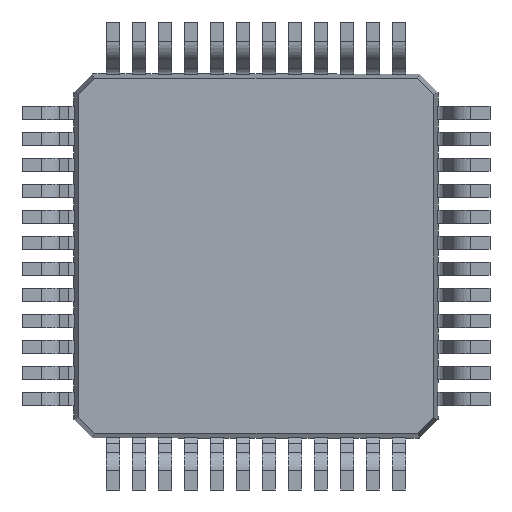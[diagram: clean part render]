
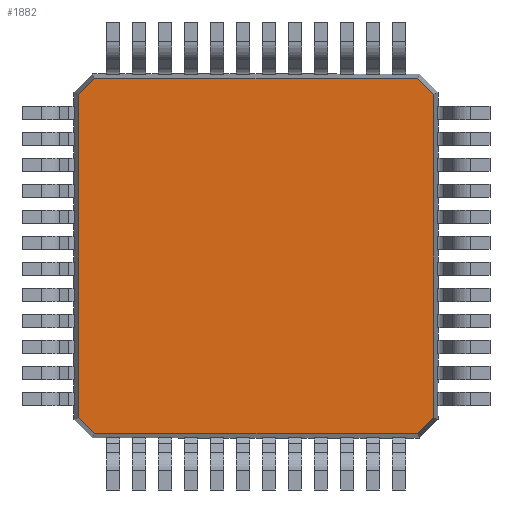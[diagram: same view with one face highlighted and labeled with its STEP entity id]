
A CAD part, front view. The second image highlights one B-rep face of the part: STEP entity #1882.
In plain terms, the highlighted planar face has unit normal (0, -1, 0).
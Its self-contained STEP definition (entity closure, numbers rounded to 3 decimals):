
#853 = VERTEX_POINT ( 'NONE', #5457 ) ;
#855 = EDGE_CURVE ( 'NONE', #853, #856, #5456, .T. ) ;
#856 = VERTEX_POINT ( 'NONE', #5506 ) ;
#1155 = VERTEX_POINT ( 'NONE', #5942 ) ;
#1157 = EDGE_CURVE ( 'NONE', #1155, #1224, #6001, .T. ) ;
#1224 = VERTEX_POINT ( 'NONE', #6072 ) ;
#1407 = VERTEX_POINT ( 'NONE', #6488 ) ;
#1491 = VERTEX_POINT ( 'NONE', #6701 ) ;
#1493 = EDGE_CURVE ( 'NONE', #1491, #1407, #6700, .T. ) ;
#1690 = VERTEX_POINT ( 'NONE', #7000 ) ;
#1692 = EDGE_CURVE ( 'NONE', #1690, #1722, #6999, .T. ) ;
#1699 = EDGE_CURVE ( 'NONE', #1722, #1155, #6989, .T. ) ;
#1722 = VERTEX_POINT ( 'NONE', #7072 ) ;
#1829 = EDGE_CURVE ( 'NONE', #1407, #1690, #7268, .T. ) ;
#1867 = ORIENTED_EDGE ( 'NONE', *, *, #1880, .F. ) ;
#1880 = EDGE_CURVE ( 'NONE', #1224, #853, #7313, .T. ) ;
#1882 = ADVANCED_FACE ( 'NONE', ( #7309 ), #7307, .T. ) ;
#1883 = EDGE_LOOP ( 'NONE', ( #1884, #1885, #1886, #1887, #1888, #1889, #1890, #1867 ) ) ;
#1884 = ORIENTED_EDGE ( 'NONE', *, *, #1157, .F. ) ;
#1885 = ORIENTED_EDGE ( 'NONE', *, *, #1699, .F. ) ;
#1886 = ORIENTED_EDGE ( 'NONE', *, *, #1692, .F. ) ;
#1887 = ORIENTED_EDGE ( 'NONE', *, *, #1829, .F. ) ;
#1888 = ORIENTED_EDGE ( 'NONE', *, *, #1493, .F. ) ;
#1889 = ORIENTED_EDGE ( 'NONE', *, *, #1895, .F. ) ;
#1890 = ORIENTED_EDGE ( 'NONE', *, *, #855, .F. ) ;
#1895 = EDGE_CURVE ( 'NONE', #856, #1491, #7360, .T. ) ;
#5454 = VECTOR ( 'NONE', #5507, 1000. ) ;
#5455 = CARTESIAN_POINT ( 'NONE',  ( -3.14, 0.2, 3.412 ) ) ;
#5456 = LINE ( 'NONE', #5455, #5454 ) ;
#5457 = CARTESIAN_POINT ( 'NONE',  ( -3.103, 0.2, 3.412 ) ) ;
#5506 = CARTESIAN_POINT ( 'NONE',  ( 3.103, 0.2, 3.412 ) ) ;
#5507 = DIRECTION ( 'NONE',  ( 1., 0., 0. ) ) ;
#5942 = CARTESIAN_POINT ( 'NONE',  ( -3.412, 0.2, -3.103 ) ) ;
#5998 = DIRECTION ( 'NONE',  ( 0., 0., 1. ) ) ;
#5999 = VECTOR ( 'NONE', #5998, 1000. ) ;
#6000 = CARTESIAN_POINT ( 'NONE',  ( -3.412, 0.2, 3.14 ) ) ;
#6001 = LINE ( 'NONE', #6000, #5999 ) ;
#6072 = CARTESIAN_POINT ( 'NONE',  ( -3.412, 0.2, 3.103 ) ) ;
#6488 = CARTESIAN_POINT ( 'NONE',  ( 3.412, 0.2, -3.103 ) ) ;
#6697 = DIRECTION ( 'NONE',  ( 0., 0., -1. ) ) ;
#6698 = VECTOR ( 'NONE', #6697, 1000. ) ;
#6699 = CARTESIAN_POINT ( 'NONE',  ( 3.412, 0.2, 3.14 ) ) ;
#6700 = LINE ( 'NONE', #6699, #6698 ) ;
#6701 = CARTESIAN_POINT ( 'NONE',  ( 3.412, 0.2, 3.103 ) ) ;
#6746 = CARTESIAN_POINT ( 'NONE',  ( -3.438, 0.2, -3.078 ) ) ;
#6989 = LINE ( 'NONE', #6746, #7052 ) ;
#6996 = DIRECTION ( 'NONE',  ( -1., 0., 0. ) ) ;
#6997 = VECTOR ( 'NONE', #6996, 1000. ) ;
#6998 = CARTESIAN_POINT ( 'NONE',  ( -3.14, 0.2, -3.412 ) ) ;
#6999 = LINE ( 'NONE', #6998, #6997 ) ;
#7000 = CARTESIAN_POINT ( 'NONE',  ( 3.103, 0.2, -3.412 ) ) ;
#7051 = DIRECTION ( 'NONE',  ( -0.707, 0., 0.707 ) ) ;
#7052 = VECTOR ( 'NONE', #7051, 1000. ) ;
#7072 = CARTESIAN_POINT ( 'NONE',  ( -3.103, 0.2, -3.412 ) ) ;
#7265 = DIRECTION ( 'NONE',  ( -0.707, 0., -0.707 ) ) ;
#7266 = VECTOR ( 'NONE', #7265, 1000. ) ;
#7267 = CARTESIAN_POINT ( 'NONE',  ( 3.078, 0.2, -3.438 ) ) ;
#7268 = LINE ( 'NONE', #7267, #7266 ) ;
#7303 = DIRECTION ( 'NONE',  ( 0., 0., -1. ) ) ;
#7304 = DIRECTION ( 'NONE',  ( 0., -1., 0. ) ) ;
#7305 = CARTESIAN_POINT ( 'NONE',  ( -3.5, 0.2, -3.5 ) ) ;
#7306 = AXIS2_PLACEMENT_3D ( 'NONE', #7305, #7304, #7303 ) ;
#7307 = PLANE ( 'NONE',  #7306 ) ;
#7309 = FACE_OUTER_BOUND ( 'NONE', #1883, .T. ) ;
#7310 = DIRECTION ( 'NONE',  ( 0.707, 0., 0.707 ) ) ;
#7311 = VECTOR ( 'NONE', #7310, 1000. ) ;
#7312 = CARTESIAN_POINT ( 'NONE',  ( -3.438, 0.2, 3.078 ) ) ;
#7313 = LINE ( 'NONE', #7312, #7311 ) ;
#7357 = DIRECTION ( 'NONE',  ( 0.707, 0., -0.707 ) ) ;
#7358 = VECTOR ( 'NONE', #7357, 1000. ) ;
#7359 = CARTESIAN_POINT ( 'NONE',  ( 3.078, 0.2, 3.438 ) ) ;
#7360 = LINE ( 'NONE', #7359, #7358 ) ;
